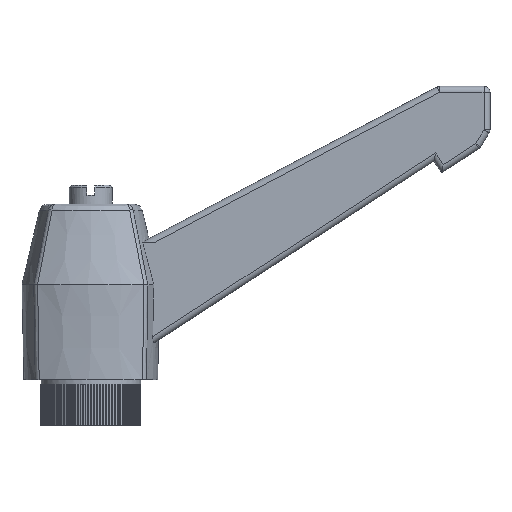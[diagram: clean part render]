
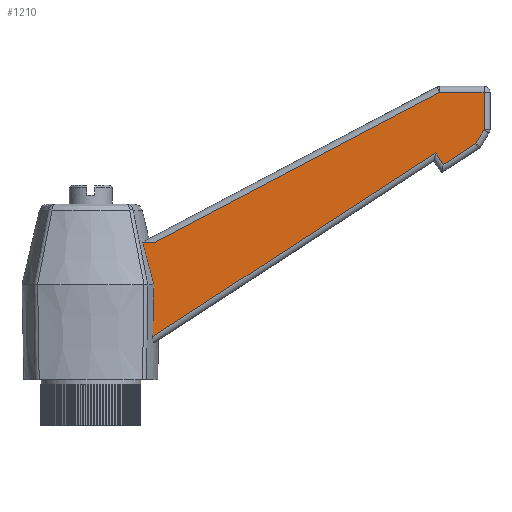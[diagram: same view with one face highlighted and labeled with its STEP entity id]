
A CAD part, front view. The second image highlights one B-rep face of the part: STEP entity #1210.
In plain terms, the highlighted planar face has unit normal (0, -1, 0).
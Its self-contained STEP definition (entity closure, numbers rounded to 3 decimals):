
#1210 = ADVANCED_FACE( '', ( #2602 ), #2603, .T. );
#2602 = FACE_OUTER_BOUND( '', #5467, .T. );
#2603 = PLANE( '', #5468 );
#5467 = EDGE_LOOP( '', ( #9752, #9753, #9754, #9755, #9756, #9757, #9758, #9759, #9760, #9761 ) );
#5468 = AXIS2_PLACEMENT_3D( '', #9762, #9763, #9764 );
#9752 = ORIENTED_EDGE( '', *, *, #11647, .T. );
#9753 = ORIENTED_EDGE( '', *, *, #11720, .T. );
#9754 = ORIENTED_EDGE( '', *, *, #12876, .T. );
#9755 = ORIENTED_EDGE( '', *, *, #12054, .T. );
#9756 = ORIENTED_EDGE( '', *, *, #12877, .T. );
#9757 = ORIENTED_EDGE( '', *, *, #12878, .T. );
#9758 = ORIENTED_EDGE( '', *, *, #11301, .T. );
#9759 = ORIENTED_EDGE( '', *, *, #12831, .T. );
#9760 = ORIENTED_EDGE( '', *, *, #11995, .T. );
#9761 = ORIENTED_EDGE( '', *, *, #11526, .T. );
#9762 = CARTESIAN_POINT( '', ( 0., -9.5, 9. ) );
#9763 = DIRECTION( '', ( 0., -1., 0. ) );
#9764 = DIRECTION( '', ( 0., 0., -1. ) );
#11301 = EDGE_CURVE( '', #13357, #13355, #13358, .T. );
#11526 = EDGE_CURVE( '', #13737, #13735, #13738, .T. );
#11647 = EDGE_CURVE( '', #13735, #13940, #13942, .T. );
#11720 = EDGE_CURVE( '', #13940, #14062, #14064, .T. );
#11995 = EDGE_CURVE( '', #14509, #13737, #14510, .T. );
#12054 = EDGE_CURVE( '', #14589, #14593, #14595, .T. );
#12831 = EDGE_CURVE( '', #13355, #14509, #15722, .T. );
#12876 = EDGE_CURVE( '', #14062, #14589, #15771, .T. );
#12877 = EDGE_CURVE( '', #14593, #13609, #15772, .T. );
#12878 = EDGE_CURVE( '', #13609, #13357, #15773, .T. );
#13355 = VERTEX_POINT( '', #16337 );
#13357 = VERTEX_POINT( '', #16339 );
#13358 = LINE( '', #16340, #16341 );
#13609 = VERTEX_POINT( '', #16764 );
#13735 = VERTEX_POINT( '', #16958 );
#13737 = VERTEX_POINT( '', #16963 );
#13738 = B_SPLINE_CURVE_WITH_KNOTS( '', 3, ( #16964, #16965, #16966, #16967 ), .UNSPECIFIED., .F., .F., ( 4, 4 ), ( 0.01, 0.021 ), .UNSPECIFIED. );
#13940 = VERTEX_POINT( '', #17368 );
#13942 = B_SPLINE_CURVE_WITH_KNOTS( '', 3, ( #17383, #17384, #17385, #17386, #17387, #17388, #17389 ), .UNSPECIFIED., .F., .F., ( 4, 3, 4 ), ( 0., 0.007, 0.013 ), .UNSPECIFIED. );
#14062 = VERTEX_POINT( '', #17552 );
#14064 = LINE( '', #17554, #17555 );
#14509 = VERTEX_POINT( '', #18285 );
#14510 = LINE( '', #18286, #18287 );
#14589 = VERTEX_POINT( '', #18397 );
#14593 = VERTEX_POINT( '', #18402 );
#14595 = LINE( '', #18404, #18405 );
#15722 = LINE( '', #20076, #20077 );
#15771 = LINE( '', #20151, #20152 );
#15772 = LINE( '', #20153, #20154 );
#15773 = LINE( '', #20155, #20156 );
#16337 = CARTESIAN_POINT( '', ( 87.371, -9.5, 72. ) );
#16339 = CARTESIAN_POINT( '', ( 98.5, -9.5, 72. ) );
#16340 = CARTESIAN_POINT( '', ( 87., -9.5, 72. ) );
#16341 = VECTOR( '', #20662, 1000. );
#16764 = CARTESIAN_POINT( '', ( 98.5, -9.5, 62.619 ) );
#16958 = CARTESIAN_POINT( '', ( 15.775, -9.5, 23.8 ) );
#16963 = CARTESIAN_POINT( '', ( 12.945, -9.5, 34.5 ) );
#16964 = CARTESIAN_POINT( '', ( 12.945, -9.5, 34.5 ) );
#16965 = CARTESIAN_POINT( '', ( 13.909, -9.5, 30.939 ) );
#16966 = CARTESIAN_POINT( '', ( 14.849, -9.5, 27.371 ) );
#16967 = CARTESIAN_POINT( '', ( 15.775, -9.5, 23.8 ) );
#17368 = CARTESIAN_POINT( '', ( 15.495, -9.5, 10.785 ) );
#17383 = CARTESIAN_POINT( '', ( 15.775, -9.5, 23.8 ) );
#17384 = CARTESIAN_POINT( '', ( 15.722, -9.5, 21.333 ) );
#17385 = CARTESIAN_POINT( '', ( 15.669, -9.5, 18.867 ) );
#17386 = CARTESIAN_POINT( '', ( 15.616, -9.5, 16.4 ) );
#17387 = CARTESIAN_POINT( '', ( 15.575, -9.5, 14.528 ) );
#17388 = CARTESIAN_POINT( '', ( 15.535, -9.5, 12.657 ) );
#17389 = CARTESIAN_POINT( '', ( 15.495, -9.5, 10.785 ) );
#17552 = CARTESIAN_POINT( '', ( 86.389, -9.5, 56.825 ) );
#17554 = CARTESIAN_POINT( '', ( 85.131, -9.5, 56.008 ) );
#17555 = VECTOR( '', #21156, 1000. );
#18285 = CARTESIAN_POINT( '', ( 16.217, -9.5, 34.5 ) );
#18286 = CARTESIAN_POINT( '', ( 13., -9.5, 34.5 ) );
#18287 = VECTOR( '', #21460, 1000. );
#18397 = CARTESIAN_POINT( '', ( 88.296, -9.5, 53.889 ) );
#18402 = CARTESIAN_POINT( '', ( 96.395, -9.5, 59.149 ) );
#18404 = CARTESIAN_POINT( '', ( 96.682, -9.5, 59.336 ) );
#18405 = VECTOR( '', #21535, 1000. );
#20076 = CARTESIAN_POINT( '', ( 13.699, -9.5, 33.173 ) );
#20077 = VECTOR( '', #22742, 1000. );
#20151 = CARTESIAN_POINT( '', ( 89.113, -9.5, 52.631 ) );
#20152 = VECTOR( '', #22771, 1000. );
#20153 = CARTESIAN_POINT( '', ( 98.718, -9.5, 62.978 ) );
#20154 = VECTOR( '', #22772, 1000. );
#20155 = CARTESIAN_POINT( '', ( 98.5, -9.5, 73.5 ) );
#20156 = VECTOR( '', #22773, 1000. );
#20662 = DIRECTION( '', ( -1., 0., 0. ) );
#21156 = DIRECTION( '', ( 0.839, 0., 0.545 ) );
#21460 = DIRECTION( '', ( -1., 0., 0. ) );
#21535 = DIRECTION( '', ( 0.839, 0., 0.545 ) );
#22742 = DIRECTION( '', ( -0.885, 0., -0.466 ) );
#22771 = DIRECTION( '', ( 0.545, 0., -0.839 ) );
#22772 = DIRECTION( '', ( 0.519, 0., 0.855 ) );
#22773 = DIRECTION( '', ( 0., 0., 1. ) );
